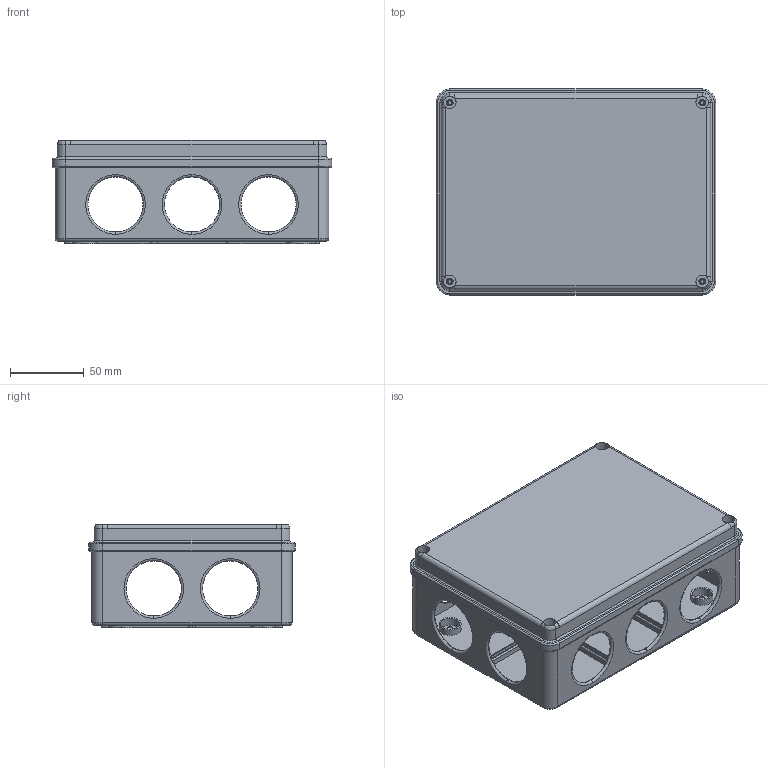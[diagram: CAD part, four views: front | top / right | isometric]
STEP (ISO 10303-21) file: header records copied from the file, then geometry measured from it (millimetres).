
FILE_DESCRIPTION (( 'STEP AP214' ), '1' );
FILE_NAME ('UKO11-190-140-070-K41-55ñ.STEP', '2021-12-08T12:32:38', ( '' ), ( '' ), 'SwSTEP 2.0', 'SolidWorks 2021', '' );
FILE_SCHEMA (( 'AUTOMOTIVE_DESIGN' ));
Length unit declared in the file: millimetre
Products named in the file (1): UKO11-190-140-070-K41-55ñ
Bounding box: 190 x 140 x 70 mm (x, y, z)
Volume: 169902.9 mm3; surface area: 197949.1 mm2
Topology: 2 solids, 2 shells, 664 faces, 1666 edges, 1032 vertices
Faces by surface type: cylinder 302, plane 254, torus 88, bspline 20
Entity records: 20949 total; most frequent: CARTESIAN_POINT 4667, DIRECTION 3586, ORIENTED_EDGE 3316, EDGE_CURVE 1658, AXIS2_PLACEMENT_3D 1350, VERTEX_POINT 1032, VECTOR 886, LINE 886
